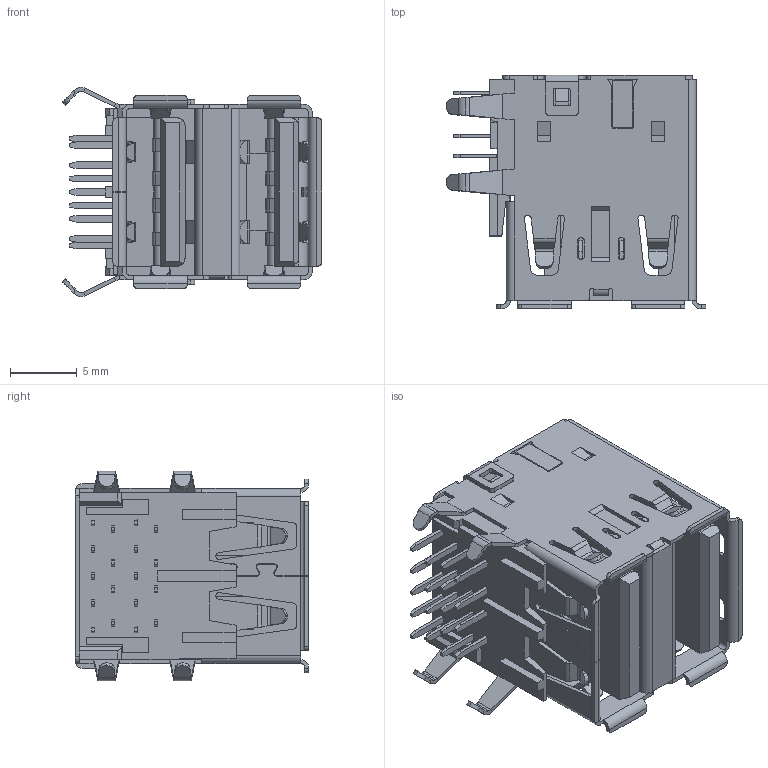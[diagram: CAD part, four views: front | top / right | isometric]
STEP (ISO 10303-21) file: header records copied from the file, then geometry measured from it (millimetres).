
FILE_DESCRIPTION(('STEP AP242'),'1');
FILE_NAME('0484060003.stp','2024-11-06T10:00:49',('TraceParts'),('TraceParts S.A.'),'Spatial InterOp 3D',' ',' ');
FILE_SCHEMA(('AP242_MANAGED_MODEL_BASED_3D_ENGINEERING_MIM_LF {1 0 10303 442 1 1 4}'));
Length unit declared in the file: millimetre
Products named in the file (1): 0484060003_1
Bounding box: 19.4 x 17.46 x 15.67 mm (x, y, z)
Volume: 2452.3 mm3; surface area: 2929.4 mm2
Topology: 1 solids, 1 shells, 1021 faces, 2866 edges, 1906 vertices
Faces by surface type: plane 689, cylinder 288, bspline 44
Entity records: 34488 total; most frequent: CARTESIAN_POINT 8203, ORIENTED_EDGE 5644, DIRECTION 5114, EDGE_CURVE 2822, LINE 2152, VECTOR 2152, VERTEX_POINT 1818, AXIS2_PLACEMENT_3D 1481
